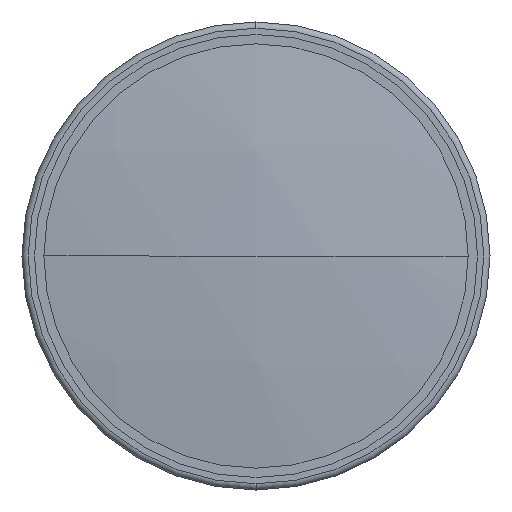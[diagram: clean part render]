
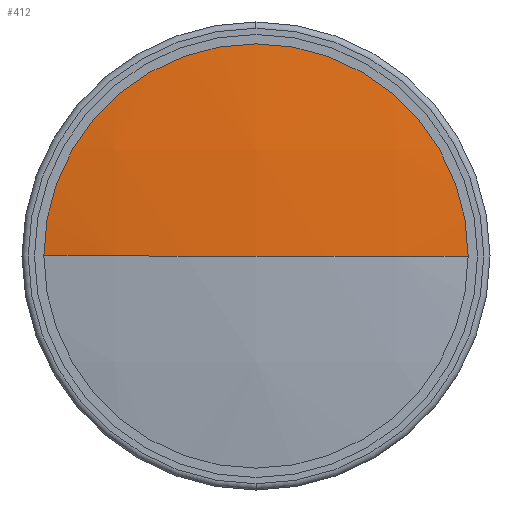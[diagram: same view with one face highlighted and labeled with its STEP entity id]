
A CAD part, left-side view. The second image highlights one B-rep face of the part: STEP entity #412.
In plain terms, the highlighted spherical face has radius 252 mm.
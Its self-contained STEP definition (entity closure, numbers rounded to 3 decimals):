
#79 = CARTESIAN_POINT ( 'NONE',  ( 41.698, 0., 0. ) ) ;
#80 = DIRECTION ( 'NONE',  ( 0., 0., 1. ) ) ;
#81 = DIRECTION ( 'NONE',  ( 0., -1., 0. ) ) ;
#175 = EDGE_CURVE ( 'NONE', #363, #364, #843, .T. ) ;
#322 = AXIS2_PLACEMENT_3D ( 'NONE', #79, #80, #81 ) ;
#363 = VERTEX_POINT ( 'NONE', #1541 ) ;
#364 = VERTEX_POINT ( 'NONE', #1529 ) ;
#366 = VERTEX_POINT ( 'NONE', #1536 ) ;
#376 = ORIENTED_EDGE ( 'NONE', *, *, #401, .F. ) ;
#381 = ORIENTED_EDGE ( 'NONE', *, *, #175, .T. ) ;
#382 = ORIENTED_EDGE ( 'NONE', *, *, #400, .T. ) ;
#400 = EDGE_CURVE ( 'NONE', #366, #363, #1242, .T. ) ;
#401 = EDGE_CURVE ( 'NONE', #366, #364, #1231, .T. ) ;
#412 = ADVANCED_FACE ( 'NONE', ( #1288 ), #1289, .T. ) ;
#549 = EDGE_LOOP ( 'NONE', ( #382, #381, #376 ) ) ;
#843 = CIRCLE ( 'NONE', #322, 252. ) ;
#1231 = CIRCLE ( 'NONE', #1366, 252. ) ;
#1242 = CIRCLE ( 'NONE', #1365, 34. ) ;
#1288 = FACE_OUTER_BOUND ( 'NONE', #549, .T. ) ;
#1289 = SPHERICAL_SURFACE ( 'NONE', #1949, 252. ) ;
#1365 = AXIS2_PLACEMENT_3D ( 'NONE', #1571, #1572, #1573 ) ;
#1366 = AXIS2_PLACEMENT_3D ( 'NONE', #1575, #1576, #1577 ) ;
#1529 = CARTESIAN_POINT ( 'NONE',  ( -210.302, 0., 0. ) ) ;
#1536 = CARTESIAN_POINT ( 'NONE',  ( -207.998, -34., 0. ) ) ;
#1541 = CARTESIAN_POINT ( 'NONE',  ( -207.998, 34., 0. ) ) ;
#1571 = CARTESIAN_POINT ( 'NONE',  ( -207.998, 0., 0. ) ) ;
#1572 = DIRECTION ( 'NONE',  ( -1., 0., 0. ) ) ;
#1573 = DIRECTION ( 'NONE',  ( 0., 0., -1. ) ) ;
#1575 = CARTESIAN_POINT ( 'NONE',  ( 41.698, 0., 0. ) ) ;
#1576 = DIRECTION ( 'NONE',  ( 0., 0., -1. ) ) ;
#1577 = DIRECTION ( 'NONE',  ( -1., 0., 0. ) ) ;
#1674 = CARTESIAN_POINT ( 'NONE',  ( 41.698, 0., 0. ) ) ;
#1682 = DIRECTION ( 'NONE',  ( 0., 0., 1. ) ) ;
#1683 = DIRECTION ( 'NONE',  ( 0., -1., 0. ) ) ;
#1949 = AXIS2_PLACEMENT_3D ( 'NONE', #1674, #1682, #1683 ) ;
